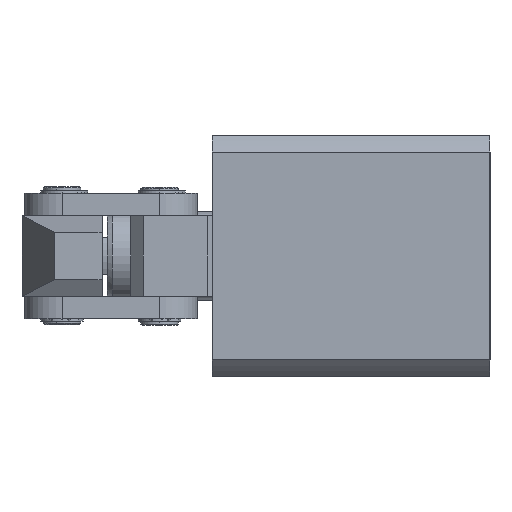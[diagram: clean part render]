
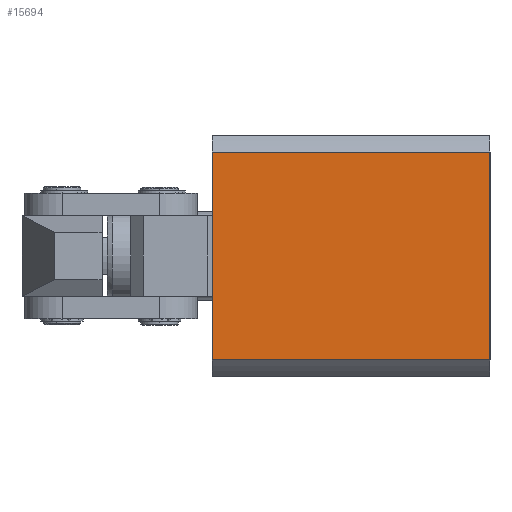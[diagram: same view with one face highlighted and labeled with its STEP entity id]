
A CAD part, left-side view. The second image highlights one B-rep face of the part: STEP entity #15694.
In plain terms, the highlighted planar face has unit normal (-1, 0, 0).
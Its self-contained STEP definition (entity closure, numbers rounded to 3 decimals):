
#105 = VECTOR ( 'NONE', #11463, 1000. ) ;
#152 = ORIENTED_EDGE ( 'NONE', *, *, #15602, .T. ) ;
#412 = DIRECTION ( 'NONE',  ( -1., 0., 0. ) ) ;
#728 = DIRECTION ( 'NONE',  ( 0., 0., -1. ) ) ;
#774 = ORIENTED_EDGE ( 'NONE', *, *, #16114, .T. ) ;
#1521 = DIRECTION ( 'NONE',  ( 0., 1., 0. ) ) ;
#1660 = VERTEX_POINT ( 'NONE', #5502 ) ;
#2285 = AXIS2_PLACEMENT_3D ( 'NONE', #9780, #412, #11378 ) ;
#3629 = LINE ( 'NONE', #3870, #11503 ) ;
#3870 = CARTESIAN_POINT ( 'NONE',  ( -48.015, 111., -41.555 ) ) ;
#5217 = ORIENTED_EDGE ( 'NONE', *, *, #18958, .T. ) ;
#5502 = CARTESIAN_POINT ( 'NONE',  ( -48.015, 0., 41.555 ) ) ;
#6744 = VERTEX_POINT ( 'NONE', #9822 ) ;
#8802 = CARTESIAN_POINT ( 'NONE',  ( -48.015, 0., -41.555 ) ) ;
#9312 = CARTESIAN_POINT ( 'NONE',  ( -48.015, 0., 41.555 ) ) ;
#9780 = CARTESIAN_POINT ( 'NONE',  ( -48.015, 0., -41.555 ) ) ;
#9822 = CARTESIAN_POINT ( 'NONE',  ( -48.015, 111., 41.555 ) ) ;
#9850 = VERTEX_POINT ( 'NONE', #11304 ) ;
#11154 = VERTEX_POINT ( 'NONE', #8802 ) ;
#11304 = CARTESIAN_POINT ( 'NONE',  ( -48.015, 111., -41.555 ) ) ;
#11378 = DIRECTION ( 'NONE',  ( 0., 0., 1. ) ) ;
#11463 = DIRECTION ( 'NONE',  ( 0., -1., 0. ) ) ;
#11503 = VECTOR ( 'NONE', #728, 1000. ) ;
#11801 = LINE ( 'NONE', #14214, #20346 ) ;
#12139 = LINE ( 'NONE', #17943, #105 ) ;
#12360 = VECTOR ( 'NONE', #1521, 1000. ) ;
#13581 = FACE_OUTER_BOUND ( 'NONE', #14129, .T. ) ;
#14129 = EDGE_LOOP ( 'NONE', ( #152, #20374, #5217, #774 ) ) ;
#14149 = DIRECTION ( 'NONE',  ( 0., 0., 1. ) ) ;
#14214 = CARTESIAN_POINT ( 'NONE',  ( -48.015, 0., -41.555 ) ) ;
#14460 = PLANE ( 'NONE',  #2285 ) ;
#14471 = EDGE_CURVE ( 'NONE', #6744, #9850, #3629, .T. ) ;
#15602 = EDGE_CURVE ( 'NONE', #1660, #6744, #16607, .T. ) ;
#15694 = ADVANCED_FACE ( 'NONE', ( #13581 ), #14460, .T. ) ;
#16114 = EDGE_CURVE ( 'NONE', #11154, #1660, #11801, .T. ) ;
#16607 = LINE ( 'NONE', #9312, #12360 ) ;
#17943 = CARTESIAN_POINT ( 'NONE',  ( -48.015, 0., -41.555 ) ) ;
#18958 = EDGE_CURVE ( 'NONE', #9850, #11154, #12139, .T. ) ;
#20346 = VECTOR ( 'NONE', #14149, 1000. ) ;
#20374 = ORIENTED_EDGE ( 'NONE', *, *, #14471, .T. ) ;
